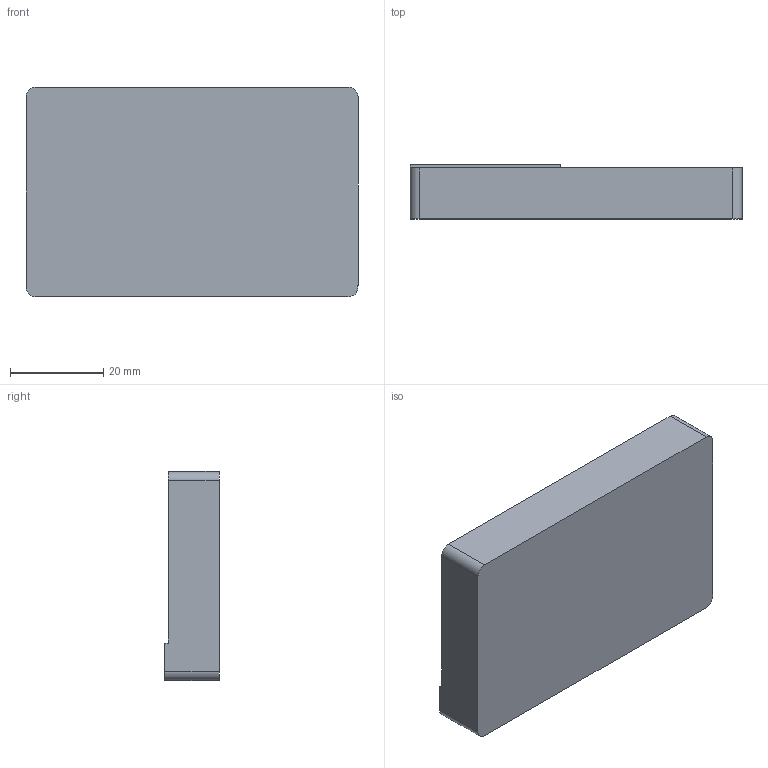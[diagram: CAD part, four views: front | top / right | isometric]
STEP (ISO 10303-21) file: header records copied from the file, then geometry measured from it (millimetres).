
FILE_DESCRIPTION(/* description */ ('STEP AP242','CAx-IF Rec.Pracs.---Representation and Presentation of Product Manufacturing Information (PMI)---4.0---2014-10-13','CAx-IF Rec.Pracs.---3D Tessellated Geometry---0.4---2014-09-14','2;1'),/* implementation_level */ '2;1');
FILE_NAME(/* name */ '6860707c75e1aa07add3c6ab',/* time_stamp */ '2025-06-28T22:45:17Z',/* author */ (''),/* organization */ (''),/* preprocessor_version */ 'ST-DEVELOPER v20',/* originating_system */ 'ONSHAPE BY PTC INC, 1.200',/* authorisation */ ' ');
FILE_SCHEMA (('AP242_MANAGED_MODEL_BASED_3D_ENGINEERING_MIM_LF { 1 0 10303 442 1 1 4 }'));
Length unit declared in the file: metre
Products named in the file (1): Part 1
Bounding box: 71.11 x 11.68 x 44.81 mm (x, y, z)
Volume: 8446.1 mm3; surface area: 11867.7 mm2
Topology: 1 solids, 1 shells, 120 faces, 308 edges, 207 vertices
Faces by surface type: plane 102, cylinder 18
Full cylindrical faces by diameter (mm): 2.126 x1, 2.17 x1, 3.167 x1, 3.219 x1, 3.233 x1, 3.817 x1, 4.015 x1, 5.269 x1, 5.546 x1, 5.758 x1
Entity records: 3539 total; most frequent: CARTESIAN_POINT 616, ORIENTED_EDGE 586, DIRECTION 571, EDGE_CURVE 293, LINE 257, VECTOR 257, VERTEX_POINT 202, AXIS2_PLACEMENT_3D 157
